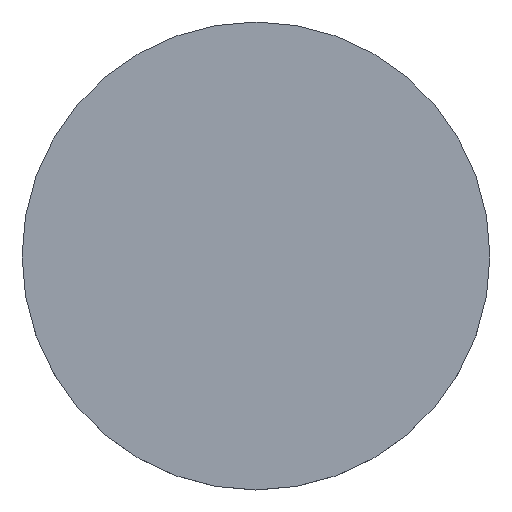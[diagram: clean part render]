
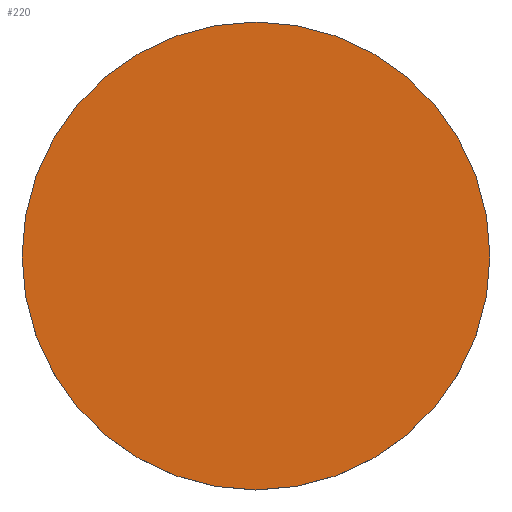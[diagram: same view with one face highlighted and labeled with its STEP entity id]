
A CAD part, top view. The second image highlights one B-rep face of the part: STEP entity #220.
In plain terms, the highlighted planar face has unit normal (0, 0, 1).
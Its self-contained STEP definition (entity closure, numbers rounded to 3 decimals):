
#11 = AXIS2_PLACEMENT_3D ( 'NONE', #75, #53, #94 ) ;
#13 = CARTESIAN_POINT ( 'NONE',  ( -19.05, 0., 6.9 ) ) ;
#17 = CARTESIAN_POINT ( 'NONE',  ( 0., 39.066, 6.9 ) ) ;
#27 = CIRCLE ( 'NONE', #129, 19.05 ) ;
#40 = DIRECTION ( 'NONE',  ( 0., 0., 1. ) ) ;
#46 = AXIS2_PLACEMENT_3D ( 'NONE', #17, #40, #71 ) ;
#53 = DIRECTION ( 'NONE',  ( 0., 0., -1. ) ) ;
#57 = CIRCLE ( 'NONE', #11, 19.05 ) ;
#61 = FACE_OUTER_BOUND ( 'NONE', #97, .T. ) ;
#71 = DIRECTION ( 'NONE',  ( 1., 0., 0. ) ) ;
#72 = VERTEX_POINT ( 'NONE', #211 ) ;
#75 = CARTESIAN_POINT ( 'NONE',  ( 0., 0., 6.9 ) ) ;
#84 = EDGE_CURVE ( 'NONE', #101, #72, #27, .T. ) ;
#94 = DIRECTION ( 'NONE',  ( 1., 0., 0. ) ) ;
#97 = EDGE_LOOP ( 'NONE', ( #118, #209 ) ) ;
#101 = VERTEX_POINT ( 'NONE', #13 ) ;
#107 = CARTESIAN_POINT ( 'NONE',  ( 0., 0., 6.9 ) ) ;
#118 = ORIENTED_EDGE ( 'NONE', *, *, #217, .F. ) ;
#127 = PLANE ( 'NONE',  #46 ) ;
#129 = AXIS2_PLACEMENT_3D ( 'NONE', #107, #158, #212 ) ;
#158 = DIRECTION ( 'NONE',  ( 0., 0., -1. ) ) ;
#209 = ORIENTED_EDGE ( 'NONE', *, *, #84, .F. ) ;
#211 = CARTESIAN_POINT ( 'NONE',  ( 19.05, 0., 6.9 ) ) ;
#212 = DIRECTION ( 'NONE',  ( 1., 0., 0. ) ) ;
#217 = EDGE_CURVE ( 'NONE', #72, #101, #57, .T. ) ;
#220 = ADVANCED_FACE ( 'NONE', ( #61 ), #127, .T. ) ;
